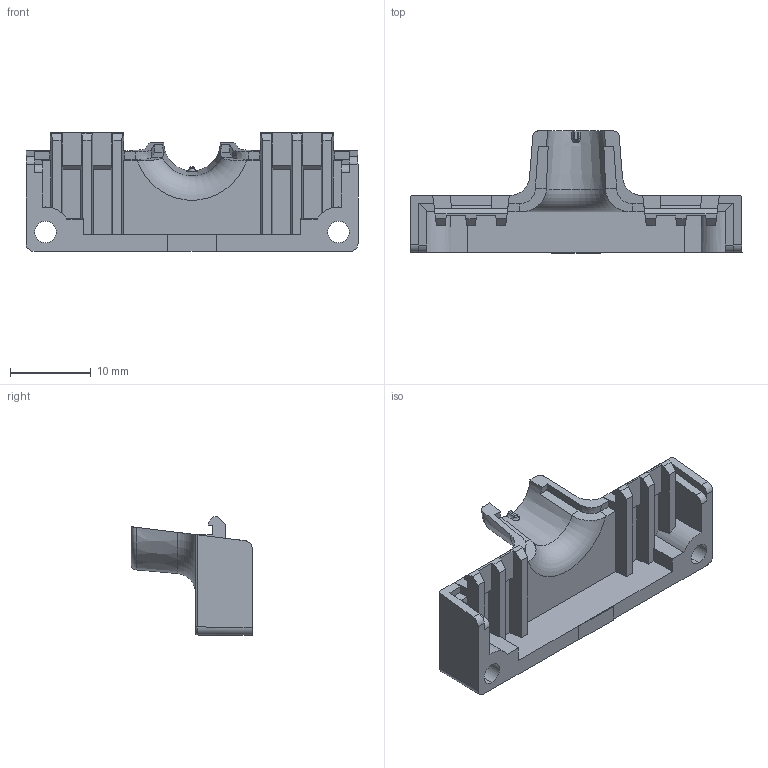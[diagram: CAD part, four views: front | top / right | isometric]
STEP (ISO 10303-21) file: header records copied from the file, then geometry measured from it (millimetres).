
FILE_DESCRIPTION (( 'STEP AP214' ), '1' );
FILE_NAME ('2151-E.STEP', '2016-06-01T15:00:46', ( '' ), ( '' ), 'SwSTEP 2.0', 'SolidWorks 2015', '' );
FILE_SCHEMA (( 'AUTOMOTIVE_DESIGN' ));
Length unit declared in the file: millimetre
Products named in the file (1): 2151-E
Bounding box: 41.12 x 15.1 x 14.73 mm (x, y, z)
Volume: 1962.4 mm3; surface area: 2410.9 mm2
Topology: 1 solids, 1 shells, 141 faces, 391 edges, 252 vertices
Faces by surface type: plane 103, cylinder 15, bspline 13, torus 7, cone 3
Entity records: 4929 total; most frequent: CARTESIAN_POINT 1440, ORIENTED_EDGE 782, DIRECTION 641, EDGE_CURVE 391, LINE 287, VECTOR 287, VERTEX_POINT 252, AXIS2_PLACEMENT_3D 177
